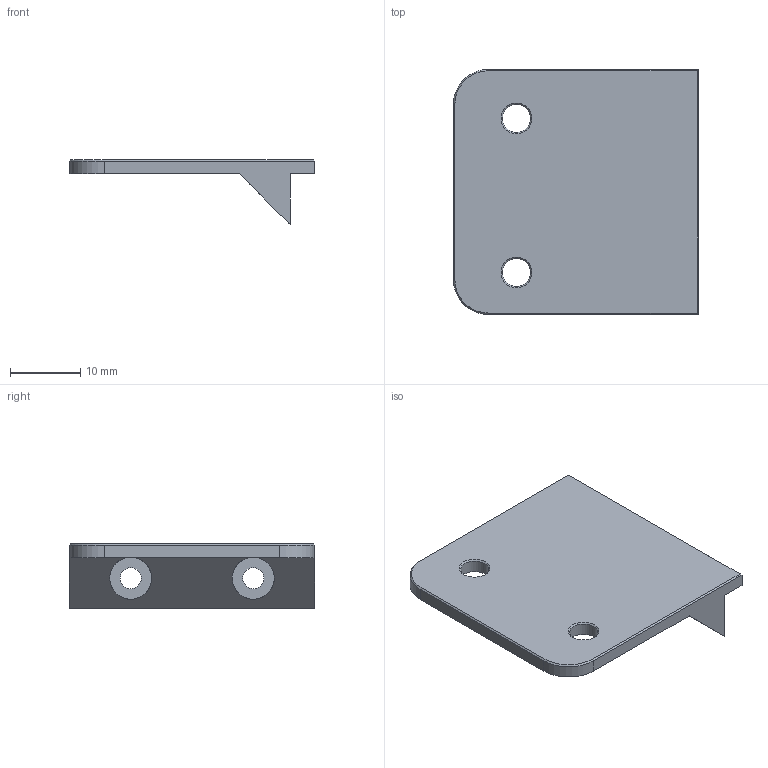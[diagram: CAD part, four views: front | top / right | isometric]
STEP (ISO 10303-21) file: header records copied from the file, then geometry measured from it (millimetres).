
FILE_DESCRIPTION(/* description */ (''),/* implementation_level */ '2;1');
FILE_NAME(/* name */ '',/* time_stamp */ '2025-08-06T10:39:18+03:00',/* author */ (''),/* organization */ (''),/* preprocessor_version */ 'ST-DEVELOPER v20.1',/* originating_system */ 'Autodesk Translation Framework v14.10.0.0',/* authorisation */ '');
FILE_SCHEMA (('AUTOMOTIVE_DESIGN { 1 0 10303 214 3 1 1 }'));
Length unit declared in the file: millimetre
Products named in the file (1): Левая часть
Bounding box: 35 x 35 x 9.17 mm (x, y, z)
Volume: 3083.5 mm3; surface area: 3174.9 mm2
Topology: 1 solids, 1 shells, 29 faces, 71 edges, 44 vertices
Faces by surface type: plane 17, cylinder 8, cone 4
Full cylindrical faces by diameter (mm): 3 x2, 4 x2, 6 x2
Entity records: 907 total; most frequent: DIRECTION 157, CARTESIAN_POINT 145, ORIENTED_EDGE 142, EDGE_CURVE 71, AXIS2_PLACEMENT_3D 56, LINE 45, VECTOR 45, VERTEX_POINT 44
